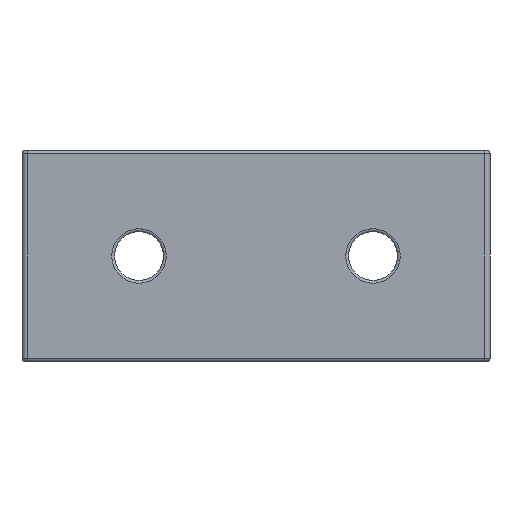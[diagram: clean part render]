
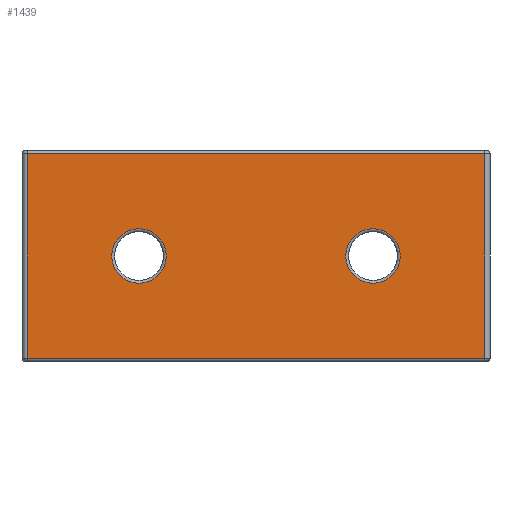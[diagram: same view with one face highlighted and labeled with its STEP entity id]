
A CAD part, left-side view. The second image highlights one B-rep face of the part: STEP entity #1439.
In plain terms, the highlighted planar face has unit normal (-1, 0, 0).
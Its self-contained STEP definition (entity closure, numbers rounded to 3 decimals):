
#147=LINE('',#2729,#223);
#148=LINE('',#2733,#224);
#149=LINE('',#2735,#225);
#150=LINE('',#2736,#226);
#223=VECTOR('',#2010,34.984);
#224=VECTOR('',#2015,78.222);
#225=VECTOR('',#2016,34.984);
#226=VECTOR('',#2017,78.222);
#293=FACE_BOUND('',#444,.T.);
#294=FACE_BOUND('',#445,.T.);
#355=FACE_OUTER_BOUND('',#443,.T.);
#443=EDGE_LOOP('',(#1226,#1227,#1228,#1229));
#444=EDGE_LOOP('',(#1230));
#445=EDGE_LOOP('',(#1231));
#518=CIRCLE('',#1570,4.658);
#531=CIRCLE('',#1613,4.658);
#660=VERTEX_POINT('',#2635);
#676=VERTEX_POINT('',#2707);
#683=VERTEX_POINT('',#2726);
#684=VERTEX_POINT('',#2728);
#685=VERTEX_POINT('',#2732);
#686=VERTEX_POINT('',#2734);
#832=EDGE_CURVE('',#660,#660,#518,.T.);
#866=EDGE_CURVE('',#676,#676,#531,.T.);
#875=EDGE_CURVE('',#684,#683,#147,.T.);
#877=EDGE_CURVE('',#683,#685,#148,.T.);
#878=EDGE_CURVE('',#685,#686,#149,.T.);
#879=EDGE_CURVE('',#686,#684,#150,.T.);
#1226=ORIENTED_EDGE('',*,*,#875,.T.);
#1227=ORIENTED_EDGE('',*,*,#877,.T.);
#1228=ORIENTED_EDGE('',*,*,#878,.T.);
#1229=ORIENTED_EDGE('',*,*,#879,.T.);
#1230=ORIENTED_EDGE('',*,*,#832,.F.);
#1231=ORIENTED_EDGE('',*,*,#866,.F.);
#1380=PLANE('',#1621);
#1439=ADVANCED_FACE('',(#355,#293,#294),#1380,.T.);
#1570=AXIS2_PLACEMENT_3D('',#2637,#1898,#1899);
#1613=AXIS2_PLACEMENT_3D('',#2709,#1991,#1992);
#1621=AXIS2_PLACEMENT_3D('',#2731,#2013,#2014);
#1898=DIRECTION('center_axis',(-1.,0.,0.));
#1899=DIRECTION('ref_axis',(0.,-1.,0.));
#1991=DIRECTION('center_axis',(-1.,0.,0.));
#1992=DIRECTION('ref_axis',(0.,1.,0.));
#2010=DIRECTION('',(0.,0.,-1.));
#2013=DIRECTION('center_axis',(-1.,0.,0.));
#2014=DIRECTION('ref_axis',(0.,0.,1.));
#2015=DIRECTION('',(0.,-1.,0.));
#2016=DIRECTION('',(0.,0.,1.));
#2017=DIRECTION('',(0.,1.,0.));
#2635=CARTESIAN_POINT('',(0.,-20.,-4.658));
#2637=CARTESIAN_POINT('Origin',(0.,-20.,0.));
#2707=CARTESIAN_POINT('',(0.,20.,-4.658));
#2709=CARTESIAN_POINT('Origin',(0.,20.,0.));
#2726=CARTESIAN_POINT('',(0.,39.111,-17.492));
#2728=CARTESIAN_POINT('',(0.,39.111,17.492));
#2729=CARTESIAN_POINT('',(0.,39.111,17.492));
#2731=CARTESIAN_POINT('Origin',(0.,40.,-18.));
#2732=CARTESIAN_POINT('',(0.,-39.111,-17.492));
#2733=CARTESIAN_POINT('',(0.,39.111,-17.492));
#2734=CARTESIAN_POINT('',(0.,-39.111,17.492));
#2735=CARTESIAN_POINT('',(0.,-39.111,-17.492));
#2736=CARTESIAN_POINT('',(0.,-39.111,17.492));
